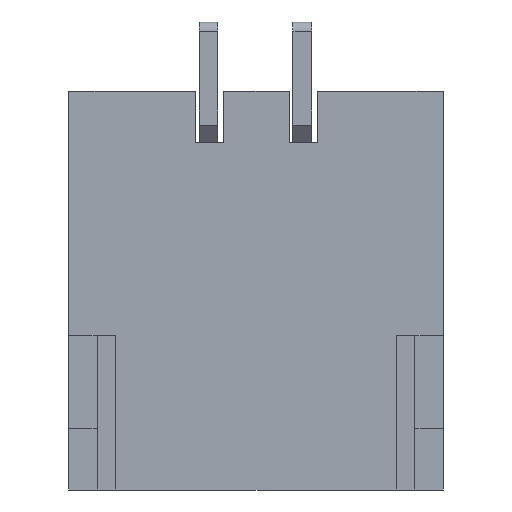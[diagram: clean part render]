
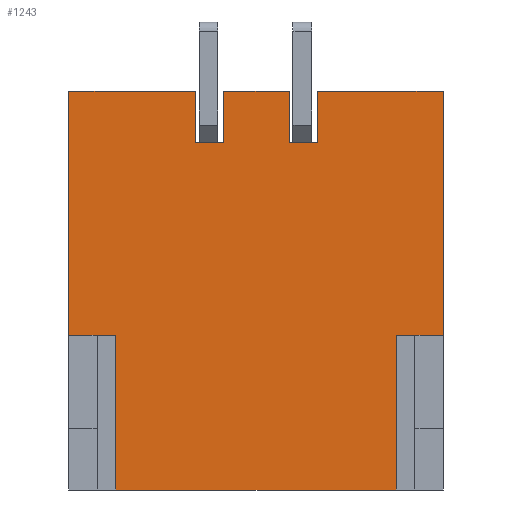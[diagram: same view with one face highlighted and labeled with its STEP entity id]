
A CAD part, front view. The second image highlights one B-rep face of the part: STEP entity #1243.
In plain terms, the highlighted planar face has unit normal (0, -1, 0).
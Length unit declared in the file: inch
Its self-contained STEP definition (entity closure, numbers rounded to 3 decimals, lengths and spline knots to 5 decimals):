
#5 = VECTOR ( 'NONE', #210, 39.37008 ) ;
#8 = EDGE_CURVE ( 'NONE', #2428, #2753, #1571, .T. ) ;
#25 = CARTESIAN_POINT ( 'NONE',  ( -0.05881, 0., 0.06496 ) ) ;
#55 = CARTESIAN_POINT ( 'NONE',  ( -0.05881, 0., 0.06496 ) ) ;
#66 = VECTOR ( 'NONE', #1345, 39.37008 ) ;
#79 = LINE ( 'NONE', #1117, #443 ) ;
#98 = CARTESIAN_POINT ( 'NONE',  ( 0.0258, 0., 0.04849 ) ) ;
#127 = CARTESIAN_POINT ( 'NONE',  ( 0.0785, 0., 0.16732 ) ) ;
#162 = CARTESIAN_POINT ( 'NONE',  ( -0.02538, 0., 0.04849 ) ) ;
#165 = CARTESIAN_POINT ( 'NONE',  ( 0.0258, 0., 0.16732 ) ) ;
#179 = VERTEX_POINT ( 'NONE', #1799 ) ;
#201 = CARTESIAN_POINT ( 'NONE',  ( -0.05881, 0., 0. ) ) ;
#210 = DIRECTION ( 'NONE',  ( 1., 0., 0. ) ) ;
#212 = CARTESIAN_POINT ( 'NONE',  ( 0.01399, 0., 0.16732 ) ) ;
#232 = EDGE_CURVE ( 'NONE', #1900, #3161, #1532, .T. ) ;
#247 = DIRECTION ( 'NONE',  ( 0., 0., -1. ) ) ;
#303 = LINE ( 'NONE', #55, #66 ) ;
#332 = VECTOR ( 'NONE', #452, 39.37008 ) ;
#334 = DIRECTION ( 'NONE',  ( 0., 0., -1. ) ) ;
#357 = CARTESIAN_POINT ( 'NONE',  ( 0.0258, 0., 0.14567 ) ) ;
#371 = LINE ( 'NONE', #2935, #1980 ) ;
#383 = CARTESIAN_POINT ( 'NONE',  ( -0.0785, 0., 0.16732 ) ) ;
#387 = VECTOR ( 'NONE', #1884, 39.37008 ) ;
#412 = VERTEX_POINT ( 'NONE', #988 ) ;
#418 = EDGE_CURVE ( 'NONE', #2005, #2262, #1259, .T. ) ;
#443 = VECTOR ( 'NONE', #3141, 39.37008 ) ;
#452 = DIRECTION ( 'NONE',  ( 0., 0., 1. ) ) ;
#555 = ORIENTED_EDGE ( 'NONE', *, *, #418, .F. ) ;
#578 = EDGE_CURVE ( 'NONE', #2428, #1900, #371, .T. ) ;
#579 = DIRECTION ( 'NONE',  ( 0., 1., 0. ) ) ;
#664 = ORIENTED_EDGE ( 'NONE', *, *, #8, .F. ) ;
#665 = ORIENTED_EDGE ( 'NONE', *, *, #2382, .T. ) ;
#715 = CARTESIAN_POINT ( 'NONE',  ( -0.01357, 0., 0.04849 ) ) ;
#783 = CARTESIAN_POINT ( 'NONE',  ( 0.01399, 0., 0.14567 ) ) ;
#835 = DIRECTION ( 'NONE',  ( 0., 0., 1. ) ) ;
#892 = VERTEX_POINT ( 'NONE', #783 ) ;
#896 = DIRECTION ( 'NONE',  ( 1., 0., 0. ) ) ;
#933 = CARTESIAN_POINT ( 'NONE',  ( 0.0258, 0., 0.14567 ) ) ;
#937 = EDGE_CURVE ( 'NONE', #892, #2431, #2090, .T. ) ;
#988 = CARTESIAN_POINT ( 'NONE',  ( -0.01357, 0., 0.16732 ) ) ;
#1019 = ORIENTED_EDGE ( 'NONE', *, *, #2027, .T. ) ;
#1045 = ORIENTED_EDGE ( 'NONE', *, *, #2121, .T. ) ;
#1059 = CARTESIAN_POINT ( 'NONE',  ( -0.06669, 0., 0.06496 ) ) ;
#1075 = CARTESIAN_POINT ( 'NONE',  ( 0.05881, 0., 0. ) ) ;
#1082 = CARTESIAN_POINT ( 'NONE',  ( 0.01399, 0., 0.04849 ) ) ;
#1097 = EDGE_CURVE ( 'NONE', #2729, #2112, #2521, .T. ) ;
#1115 = LINE ( 'NONE', #2092, #387 ) ;
#1117 = CARTESIAN_POINT ( 'NONE',  ( -0.01357, 0., 0.14567 ) ) ;
#1139 = LINE ( 'NONE', #3156, #1297 ) ;
#1157 = VERTEX_POINT ( 'NONE', #165 ) ;
#1189 = VECTOR ( 'NONE', #3016, 39.37008 ) ;
#1230 = VECTOR ( 'NONE', #247, 39.37008 ) ;
#1243 = ADVANCED_FACE ( 'NONE', ( #2103 ), #2143, .F. ) ;
#1250 = ORIENTED_EDGE ( 'NONE', *, *, #2187, .F. ) ;
#1259 = LINE ( 'NONE', #2996, #5 ) ;
#1285 = CARTESIAN_POINT ( 'NONE',  ( 0.05881, 0., 0.06496 ) ) ;
#1297 = VECTOR ( 'NONE', #334, 39.37008 ) ;
#1345 = DIRECTION ( 'NONE',  ( -1., 0., 0. ) ) ;
#1432 = ORIENTED_EDGE ( 'NONE', *, *, #2785, .F. ) ;
#1442 = DIRECTION ( 'NONE',  ( 1., 0., 0. ) ) ;
#1448 = ORIENTED_EDGE ( 'NONE', *, *, #3146, .F. ) ;
#1532 = LINE ( 'NONE', #1285, #3113 ) ;
#1571 = LINE ( 'NONE', #2095, #1230 ) ;
#1621 = VECTOR ( 'NONE', #2423, 39.37008 ) ;
#1643 = CARTESIAN_POINT ( 'NONE',  ( -0.0785, 0., 0.16732 ) ) ;
#1647 = LINE ( 'NONE', #127, #3244 ) ;
#1679 = LINE ( 'NONE', #1643, #3136 ) ;
#1693 = VERTEX_POINT ( 'NONE', #2055 ) ;
#1704 = LINE ( 'NONE', #1740, #1621 ) ;
#1740 = CARTESIAN_POINT ( 'NONE',  ( -0.05881, 0., 0.06496 ) ) ;
#1749 = ORIENTED_EDGE ( 'NONE', *, *, #232, .T. ) ;
#1757 = LINE ( 'NONE', #162, #3123 ) ;
#1758 = ORIENTED_EDGE ( 'NONE', *, *, #1097, .F. ) ;
#1790 = EDGE_CURVE ( 'NONE', #2819, #1157, #2372, .T. ) ;
#1799 = CARTESIAN_POINT ( 'NONE',  ( -0.02538, 0., 0.14567 ) ) ;
#1827 = EDGE_LOOP ( 'NONE', ( #1432, #3085, #1448, #2674, #2963, #1250, #3237, #1045, #555, #665, #1758, #2109, #2018, #1019, #664, #3258, #1749, #2703 ) ) ;
#1850 = CARTESIAN_POINT ( 'NONE',  ( -0.01357, 0., 0.14567 ) ) ;
#1884 = DIRECTION ( 'NONE',  ( 1., 0., 0. ) ) ;
#1900 = VERTEX_POINT ( 'NONE', #2999 ) ;
#1970 = LINE ( 'NONE', #715, #2603 ) ;
#1980 = VECTOR ( 'NONE', #1442, 39.37008 ) ;
#2005 = VERTEX_POINT ( 'NONE', #2329 ) ;
#2018 = ORIENTED_EDGE ( 'NONE', *, *, #2464, .T. ) ;
#2027 = EDGE_CURVE ( 'NONE', #2190, #2753, #1115, .T. ) ;
#2055 = CARTESIAN_POINT ( 'NONE',  ( -0.05881, 0., 0.06496 ) ) ;
#2072 = DIRECTION ( 'NONE',  ( 0., 0., 1. ) ) ;
#2089 = VECTOR ( 'NONE', #2139, 39.37008 ) ;
#2090 = LINE ( 'NONE', #1082, #3177 ) ;
#2092 = CARTESIAN_POINT ( 'NONE',  ( -0.0785, 0., 0. ) ) ;
#2095 = CARTESIAN_POINT ( 'NONE',  ( 0.05881, 0., 0.06496 ) ) ;
#2103 = FACE_OUTER_BOUND ( 'NONE', #1827, .T. ) ;
#2109 = ORIENTED_EDGE ( 'NONE', *, *, #2746, .F. ) ;
#2112 = VERTEX_POINT ( 'NONE', #2723 ) ;
#2121 = EDGE_CURVE ( 'NONE', #179, #2262, #1757, .T. ) ;
#2139 = DIRECTION ( 'NONE',  ( 1., 0., 0. ) ) ;
#2143 = PLANE ( 'NONE',  #2922 ) ;
#2162 = DIRECTION ( 'NONE',  ( 1., 0., 0. ) ) ;
#2179 = DIRECTION ( 'NONE',  ( 0., 0., 1. ) ) ;
#2187 = EDGE_CURVE ( 'NONE', #2327, #412, #1970, .T. ) ;
#2190 = VERTEX_POINT ( 'NONE', #201 ) ;
#2262 = VERTEX_POINT ( 'NONE', #3060 ) ;
#2327 = VERTEX_POINT ( 'NONE', #1850 ) ;
#2329 = CARTESIAN_POINT ( 'NONE',  ( -0.0785, 0., 0.16732 ) ) ;
#2364 = EDGE_CURVE ( 'NONE', #412, #2431, #2842, .T. ) ;
#2372 = LINE ( 'NONE', #98, #332 ) ;
#2382 = EDGE_CURVE ( 'NONE', #2005, #2112, #1139, .T. ) ;
#2423 = DIRECTION ( 'NONE',  ( 0., 0., -1. ) ) ;
#2424 = EDGE_CURVE ( 'NONE', #179, #2327, #79, .T. ) ;
#2428 = VERTEX_POINT ( 'NONE', #2733 ) ;
#2431 = VERTEX_POINT ( 'NONE', #212 ) ;
#2455 = VECTOR ( 'NONE', #2162, 39.37008 ) ;
#2464 = EDGE_CURVE ( 'NONE', #1693, #2190, #1704, .T. ) ;
#2475 = DIRECTION ( 'NONE',  ( 0., 0., 1. ) ) ;
#2510 = VERTEX_POINT ( 'NONE', #2669 ) ;
#2521 = LINE ( 'NONE', #25, #1189 ) ;
#2603 = VECTOR ( 'NONE', #2475, 39.37008 ) ;
#2642 = LINE ( 'NONE', #933, #2089 ) ;
#2662 = DIRECTION ( 'NONE',  ( 0., 0., -1. ) ) ;
#2669 = CARTESIAN_POINT ( 'NONE',  ( 0.0785, 0., 0.16732 ) ) ;
#2674 = ORIENTED_EDGE ( 'NONE', *, *, #937, .T. ) ;
#2703 = ORIENTED_EDGE ( 'NONE', *, *, #3031, .F. ) ;
#2723 = CARTESIAN_POINT ( 'NONE',  ( -0.0785, 0., 0.06496 ) ) ;
#2729 = VERTEX_POINT ( 'NONE', #1059 ) ;
#2733 = CARTESIAN_POINT ( 'NONE',  ( 0.05881, 0., 0.06496 ) ) ;
#2746 = EDGE_CURVE ( 'NONE', #1693, #2729, #303, .T. ) ;
#2753 = VERTEX_POINT ( 'NONE', #1075 ) ;
#2785 = EDGE_CURVE ( 'NONE', #1157, #2510, #1679, .T. ) ;
#2819 = VERTEX_POINT ( 'NONE', #357 ) ;
#2842 = LINE ( 'NONE', #383, #2455 ) ;
#2880 = CARTESIAN_POINT ( 'NONE',  ( -0.0785, 0., 0.16732 ) ) ;
#2907 = CARTESIAN_POINT ( 'NONE',  ( 0.0785, 0., 0.06496 ) ) ;
#2922 = AXIS2_PLACEMENT_3D ( 'NONE', #2880, #579, #2072 ) ;
#2935 = CARTESIAN_POINT ( 'NONE',  ( 0.05881, 0., 0.06496 ) ) ;
#2963 = ORIENTED_EDGE ( 'NONE', *, *, #2364, .F. ) ;
#2996 = CARTESIAN_POINT ( 'NONE',  ( -0.0785, 0., 0.16732 ) ) ;
#2999 = CARTESIAN_POINT ( 'NONE',  ( 0.06669, 0., 0.06496 ) ) ;
#3016 = DIRECTION ( 'NONE',  ( -1., 0., 0. ) ) ;
#3031 = EDGE_CURVE ( 'NONE', #2510, #3161, #1647, .T. ) ;
#3044 = DIRECTION ( 'NONE',  ( 1., 0., 0. ) ) ;
#3060 = CARTESIAN_POINT ( 'NONE',  ( -0.02538, 0., 0.16732 ) ) ;
#3085 = ORIENTED_EDGE ( 'NONE', *, *, #1790, .F. ) ;
#3113 = VECTOR ( 'NONE', #3044, 39.37008 ) ;
#3123 = VECTOR ( 'NONE', #2179, 39.37008 ) ;
#3136 = VECTOR ( 'NONE', #896, 39.37008 ) ;
#3141 = DIRECTION ( 'NONE',  ( 1., 0., 0. ) ) ;
#3146 = EDGE_CURVE ( 'NONE', #892, #2819, #2642, .T. ) ;
#3156 = CARTESIAN_POINT ( 'NONE',  ( -0.0785, 0., 0.16732 ) ) ;
#3161 = VERTEX_POINT ( 'NONE', #2907 ) ;
#3177 = VECTOR ( 'NONE', #835, 39.37008 ) ;
#3237 = ORIENTED_EDGE ( 'NONE', *, *, #2424, .F. ) ;
#3244 = VECTOR ( 'NONE', #2662, 39.37008 ) ;
#3258 = ORIENTED_EDGE ( 'NONE', *, *, #578, .T. ) ;
